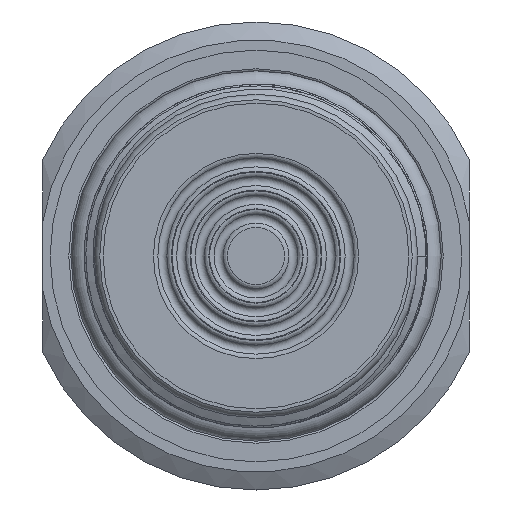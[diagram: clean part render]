
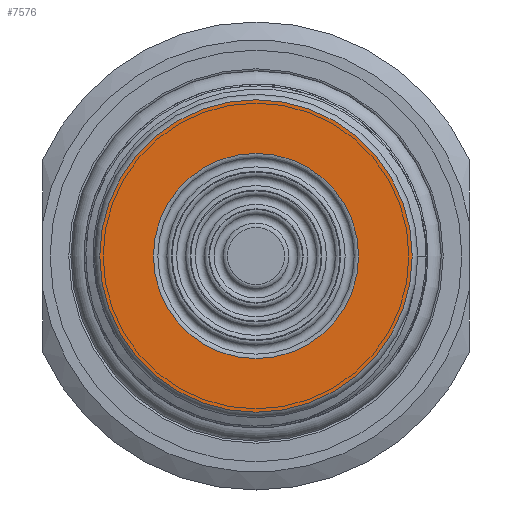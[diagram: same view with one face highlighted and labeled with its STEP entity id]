
A CAD part, left-side view. The second image highlights one B-rep face of the part: STEP entity #7576.
In plain terms, the highlighted planar face has unit normal (-1, 0, 0).
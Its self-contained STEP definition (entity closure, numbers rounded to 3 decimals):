
#1012=FACE_BOUND('',#1963,.T.);
#1064=PLANE('',#7908);
#1487=FACE_OUTER_BOUND('',#1962,.T.);
#1962=EDGE_LOOP('',(#6938));
#1963=EDGE_LOOP('',(#6939));
#2856=CIRCLE('',#7909,15.025);
#2857=CIRCLE('',#7910,9.866);
#3634=VERTEX_POINT('',#22558);
#3635=VERTEX_POINT('',#22560);
#4744=EDGE_CURVE('',#3634,#3634,#2856,.T.);
#4745=EDGE_CURVE('',#3635,#3635,#2857,.T.);
#6938=ORIENTED_EDGE('',*,*,#4744,.F.);
#6939=ORIENTED_EDGE('',*,*,#4745,.T.);
#7576=ADVANCED_FACE('',(#1487,#1012),#1064,.T.);
#7908=AXIS2_PLACEMENT_3D('',#22557,#8832,#8833);
#7909=AXIS2_PLACEMENT_3D('',#22559,#8834,#8835);
#7910=AXIS2_PLACEMENT_3D('',#22561,#8836,#8837);
#8832=DIRECTION('center_axis',(-1.,0.,0.));
#8833=DIRECTION('ref_axis',(0.,0.,1.));
#8834=DIRECTION('center_axis',(1.,0.,0.));
#8835=DIRECTION('ref_axis',(0.,0.,-1.));
#8836=DIRECTION('center_axis',(1.,0.,0.));
#8837=DIRECTION('ref_axis',(0.,0.,-1.));
#22557=CARTESIAN_POINT('Origin',(0.,15.025,0.));
#22558=CARTESIAN_POINT('',(0.,-15.025,0.));
#22559=CARTESIAN_POINT('Origin',(0.,0.,0.));
#22560=CARTESIAN_POINT('',(0.,0.,9.866));
#22561=CARTESIAN_POINT('Origin',(0.,0.,0.));
